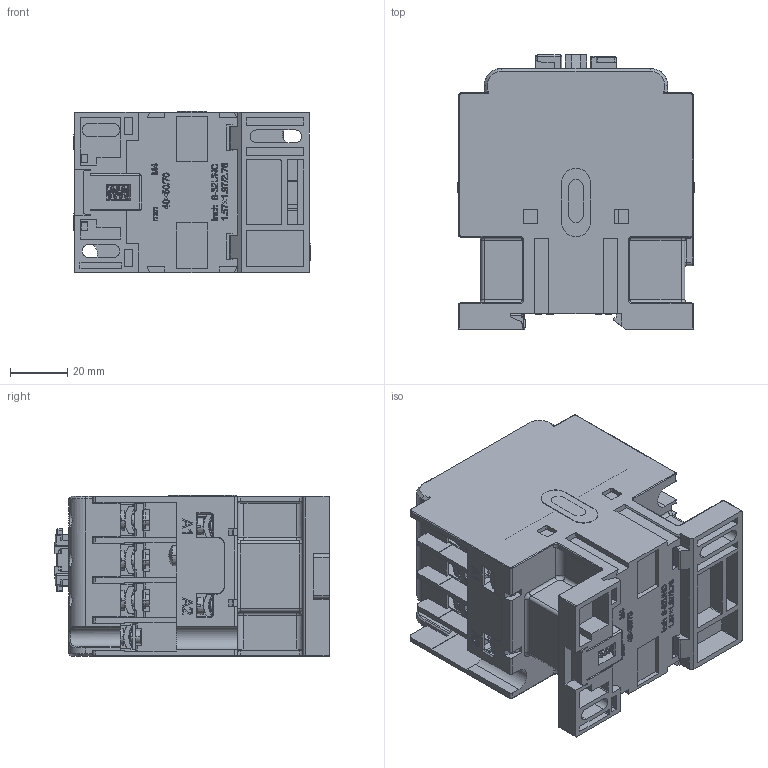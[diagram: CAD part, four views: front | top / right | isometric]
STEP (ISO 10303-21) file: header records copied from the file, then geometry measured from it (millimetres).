
FILE_DESCRIPTION((''),'2;1');
FILE_NAME('2400022100_SW0001','2020-06-03T',('yunfei.yang'),(''),'PRO/ENGINEER BY PARAMETRIC TECHNOLOGY CORPORATION, 2015440','PRO/ENGINEER BY PARAMETRIC TECHNOLOGY CORPORATION, 2015440','');
FILE_SCHEMA(('CONFIG_CONTROL_DESIGN'));
Products named in the file (1): 2400022100_SW0001
Bounding box: 82.4 x 95.8 x 56.22 mm (x, y, z)
Volume: 270259 mm3; surface area: 89460.5 mm2
Topology: 1 solids, 3 shells, 5086 faces, 13986 edges, 8900 vertices
Faces by surface type: plane 3151, cylinder 1052, extrusion 423, torus 197, cone 118, bspline 113, sphere 32
Entity records: 178179 total; most frequent: CARTESIAN_POINT 50712, ORIENTED_EDGE 27970, DIRECTION 24194, EDGE_CURVE 13985, VECTOR 10280, LINE 9857, VERTEX_POINT 8900, AXIS2_PLACEMENT_3D 6957
